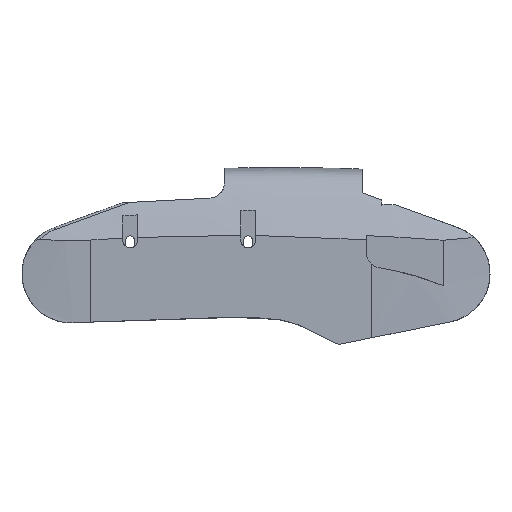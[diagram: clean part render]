
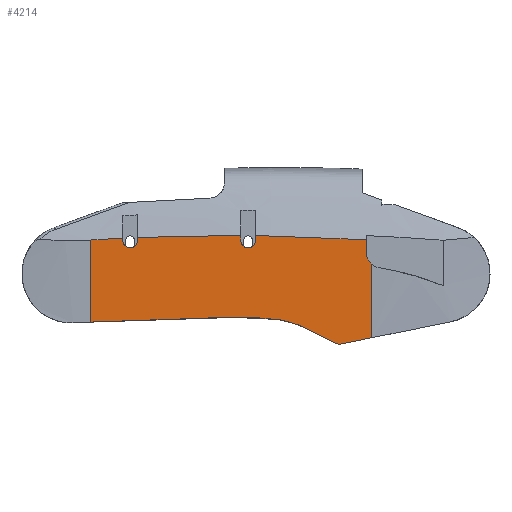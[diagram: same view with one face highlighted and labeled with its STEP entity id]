
A CAD part, left-side view. The second image highlights one B-rep face of the part: STEP entity #4214.
In plain terms, the highlighted planar face has unit normal (-1, 0.011, 0).
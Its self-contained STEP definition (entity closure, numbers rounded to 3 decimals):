
#119=CARTESIAN_POINT('',(-26.856,77.1,8.5));
#120=CARTESIAN_POINT('',(-26.856,77.1,8.276));
#121=CARTESIAN_POINT('',(-26.855,77.182,7.792));
#122=CARTESIAN_POINT('',(-26.85,77.615,7.116));
#123=CARTESIAN_POINT('',(-26.843,78.297,6.681));
#124=CARTESIAN_POINT('',(-26.835,79.,6.559));
#125=CARTESIAN_POINT('',(-26.828,79.703,6.681));
#126=CARTESIAN_POINT('',(-26.82,80.385,7.116));
#127=CARTESIAN_POINT('',(-26.816,80.818,7.792));
#128=CARTESIAN_POINT('',(-26.815,80.9,8.276));
#129=CARTESIAN_POINT('',(-26.815,80.9,8.5));
#135=DIRECTION('',(0.,0.,-1.));
#136=VECTOR('',#135,0.723);
#137=CARTESIAN_POINT('',(-26.856,77.1,9.223));
#138=LINE('',#137,#136);
#142=CARTESIAN_POINT('',(-27.139,50.9,9.749));
#143=CARTESIAN_POINT('',(-27.092,55.258,9.769));
#144=CARTESIAN_POINT('',(-26.998,63.982,9.702));
#145=CARTESIAN_POINT('',(-26.903,72.724,9.419));
#146=CARTESIAN_POINT('',(-26.856,77.1,9.223));
#151=DIRECTION('',(0.,0.,-1.));
#152=VECTOR('',#151,1.249);
#153=CARTESIAN_POINT('',(-27.139,50.9,9.749));
#154=LINE('',#153,#152);
#158=CARTESIAN_POINT('',(-27.18,47.1,8.5));
#159=CARTESIAN_POINT('',(-27.18,47.1,8.276));
#160=CARTESIAN_POINT('',(-27.18,47.182,7.792));
#161=CARTESIAN_POINT('',(-27.175,47.615,7.116));
#162=CARTESIAN_POINT('',(-27.167,48.297,6.681));
#163=CARTESIAN_POINT('',(-27.16,49.,6.559));
#164=CARTESIAN_POINT('',(-27.152,49.703,6.681));
#165=CARTESIAN_POINT('',(-27.145,50.385,7.116));
#166=CARTESIAN_POINT('',(-27.14,50.818,7.792));
#167=CARTESIAN_POINT('',(-27.139,50.9,8.276));
#168=CARTESIAN_POINT('',(-27.139,50.9,8.5));
#173=DIRECTION('',(0.,0.,-1.));
#174=VECTOR('',#173,1.218);
#175=CARTESIAN_POINT('',(-27.18,47.1,9.718));
#176=LINE('',#175,#174);
#180=CARTESIAN_POINT('',(-27.484,19.,8.642));
#181=CARTESIAN_POINT('',(-27.451,22.088,8.843));
#182=CARTESIAN_POINT('',(-27.384,28.287,9.19));
#183=CARTESIAN_POINT('',(-27.283,37.658,9.551));
#184=CARTESIAN_POINT('',(-27.215,43.945,9.681));
#185=CARTESIAN_POINT('',(-27.18,47.1,9.718));
#190=DIRECTION('',(0.,0.,-1.));
#191=VECTOR('',#190,3.176);
#192=CARTESIAN_POINT('',(-27.484,19.,8.642));
#193=LINE('',#192,#191);
#197=DIRECTION('',(0.,0.,-1.));
#198=VECTOR('',#197,18.684);
#199=CARTESIAN_POINT('',(-27.5,17.555,2.389));
#200=LINE('',#199,#198);
#204=DIRECTION('',(0.011,0.98,-0.198));
#205=VECTOR('',#204,8.616);
#206=CARTESIAN_POINT('',(-27.5,17.555,-16.295));
#207=LINE('',#206,#205);
#211=CARTESIAN_POINT('',(-27.409,26.,-18.));
#212=CARTESIAN_POINT('',(-27.402,26.641,-17.651));
#213=CARTESIAN_POINT('',(-27.388,27.919,-16.96));
#214=CARTESIAN_POINT('',(-27.367,29.822,-15.958));
#215=CARTESIAN_POINT('',(-27.347,31.739,-14.985));
#216=CARTESIAN_POINT('',(-27.325,33.693,-14.053));
#217=CARTESIAN_POINT('',(-27.304,35.712,-13.184));
#218=CARTESIAN_POINT('',(-27.281,37.788,-12.438));
#219=CARTESIAN_POINT('',(-27.258,39.92,-11.873));
#220=CARTESIAN_POINT('',(-27.235,42.077,-11.506));
#221=CARTESIAN_POINT('',(-27.211,44.241,-11.292));
#222=CARTESIAN_POINT('',(-27.188,46.422,-11.177));
#223=CARTESIAN_POINT('',(-27.164,48.619,-11.125));
#224=CARTESIAN_POINT('',(-27.14,50.793,-11.114));
#225=CARTESIAN_POINT('',(-27.117,52.97,-11.128));
#226=CARTESIAN_POINT('',(-27.092,55.271,-11.163));
#227=CARTESIAN_POINT('',(-27.064,57.836,-11.217));
#228=CARTESIAN_POINT('',(-27.032,60.783,-11.294));
#229=CARTESIAN_POINT('',(-26.996,64.127,-11.394));
#230=CARTESIAN_POINT('',(-26.957,67.771,-11.514));
#231=CARTESIAN_POINT('',(-26.915,71.658,-11.65));
#232=CARTESIAN_POINT('',(-26.87,75.771,-11.8));
#233=CARTESIAN_POINT('',(-26.823,80.099,-11.963));
#234=CARTESIAN_POINT('',(-26.775,84.558,-12.136));
#235=CARTESIAN_POINT('',(-26.743,87.516,-12.252));
#236=CARTESIAN_POINT('',(-26.727,89.,-12.311));
#241=DIRECTION('',(0.,0.,1.));
#242=VECTOR('',#241,20.866);
#243=CARTESIAN_POINT('',(-26.727,89.,-12.311));
#244=LINE('',#243,#242);
#248=CARTESIAN_POINT('',(-26.815,80.9,9.039));
#249=CARTESIAN_POINT('',(-26.8,82.25,8.969));
#250=CARTESIAN_POINT('',(-26.771,84.95,8.818));
#251=CARTESIAN_POINT('',(-26.742,87.65,8.646));
#252=CARTESIAN_POINT('',(-26.727,89.,8.555));
#257=DIRECTION('',(0.,0.,-1.));
#258=VECTOR('',#257,0.539);
#259=CARTESIAN_POINT('',(-26.815,80.9,9.039));
#260=LINE('',#259,#258);
#918=CARTESIAN_POINT('',(-27.484,19.,8.642));
#932=CARTESIAN_POINT('',(-27.18,47.1,9.718));
#945=CARTESIAN_POINT('',(-27.139,50.9,9.749));
#960=CARTESIAN_POINT('',(-26.856,77.1,9.223));
#973=CARTESIAN_POINT('',(-26.815,80.9,9.039));
#2967=CARTESIAN_POINT('',(-27.5,17.555,2.389));
#2972=CARTESIAN_POINT('',(-27.5,17.555,2.389));
#2973=CARTESIAN_POINT('',(-27.495,18.036,2.789));
#2974=CARTESIAN_POINT('',(-27.487,18.723,3.718));
#2975=CARTESIAN_POINT('',(-27.484,19.,4.84));
#2976=CARTESIAN_POINT('',(-27.484,19.,5.467));
#3763=CARTESIAN_POINT('',(-26.727,89.,
-12.311));
#3764=CARTESIAN_POINT('',(-26.727,89.,8.555));
#3765=VERTEX_POINT('',#3763);
#3766=VERTEX_POINT('',#3764);
#3810=VERTEX_POINT('',#211);
#3831=VERTEX_POINT('',#918);
#3846=CARTESIAN_POINT('',(-27.484,19.,5.467));
#3848=VERTEX_POINT('',#3846);
#3857=VERTEX_POINT('',#2967);
#3860=CARTESIAN_POINT('',(-27.5,17.555,-16.295));
#3861=VERTEX_POINT('',#3860);
#4007=CARTESIAN_POINT('',(-26.815,80.9,8.5));
#4008=VERTEX_POINT('',#4007);
#4009=CARTESIAN_POINT('',(-26.856,77.1,8.5));
#4010=VERTEX_POINT('',#4009);
#4011=CARTESIAN_POINT('',(-27.139,50.9,8.5));
#4012=VERTEX_POINT('',#4011);
#4013=CARTESIAN_POINT('',(-27.18,47.1,8.5));
#4014=VERTEX_POINT('',#4013);
#4019=VERTEX_POINT('',#973);
#4020=VERTEX_POINT('',#960);
#4021=VERTEX_POINT('',#945);
#4022=VERTEX_POINT('',#932);
#4177=CARTESIAN_POINT('',(-26.5,110.,-25.));
#4178=DIRECTION('',(-1.,0.011,0.));
#4179=DIRECTION('',(-0.011,-1.,0.));
#4180=AXIS2_PLACEMENT_3D('',#4177,#4178,#4179);
#4181=PLANE('',#4180);
#4183=ORIENTED_EDGE('',*,*,#4182,.F.);
#4185=ORIENTED_EDGE('',*,*,#4184,.F.);
#4187=ORIENTED_EDGE('',*,*,#4186,.F.);
#4189=ORIENTED_EDGE('',*,*,#4188,.T.);
#4191=ORIENTED_EDGE('',*,*,#4190,.F.);
#4193=ORIENTED_EDGE('',*,*,#4192,.F.);
#4195=ORIENTED_EDGE('',*,*,#4194,.F.);
#4197=ORIENTED_EDGE('',*,*,#4196,.T.);
#4199=ORIENTED_EDGE('',*,*,#4198,.F.);
#4201=ORIENTED_EDGE('',*,*,#4200,.T.);
#4203=ORIENTED_EDGE('',*,*,#4202,.T.);
#4205=ORIENTED_EDGE('',*,*,#4204,.T.);
#4207=ORIENTED_EDGE('',*,*,#4206,.T.);
#4209=ORIENTED_EDGE('',*,*,#4208,.F.);
#4211=ORIENTED_EDGE('',*,*,#4210,.T.);
#4212=EDGE_LOOP('',(#4183,#4185,#4187,#4189,#4191,#4193,#4195,#4197,#4199,#4201,
#4203,#4205,#4207,#4209,#4211));
#4213=FACE_OUTER_BOUND('',#4212,.F.);
#4214=ADVANCED_FACE('',(#4213),#4181,.T.);
#130=B_SPLINE_CURVE_WITH_KNOTS('',3,(#119,#120,#121,#122,#123,#124,#125,#126,
#127,#128,#129),.UNSPECIFIED.,.F.,.F.,(4,1,1,1,1,1,1,1,4),(0.,0.125,0.25,
0.375,0.5,0.625,0.75,0.875,1.),.UNSPECIFIED.);
#147=B_SPLINE_CURVE_WITH_KNOTS('',3,(#142,#143,#144,#145,#146),.UNSPECIFIED.,
.F.,.F.,(4,1,4),(0.,0.5,1.),.UNSPECIFIED.);
#169=B_SPLINE_CURVE_WITH_KNOTS('',3,(#158,#159,#160,#161,#162,#163,#164,#165,
#166,#167,#168),.UNSPECIFIED.,.F.,.F.,(4,1,1,1,1,1,1,1,4),(0.,0.125,0.25,
0.375,0.5,0.625,0.75,0.875,1.),.UNSPECIFIED.);
#186=B_SPLINE_CURVE_WITH_KNOTS('',3,(#180,#181,#182,#183,#184,#185),
.UNSPECIFIED.,.F.,.F.,(4,1,1,4),(0.,0.333,0.667,1.),
.UNSPECIFIED.);
#237=B_SPLINE_CURVE_WITH_KNOTS('',3,(#211,#212,#213,#214,#215,#216,#217,#218,
#219,#220,#221,#222,#223,#224,#225,#226,#227,#228,#229,#230,#231,#232,#233,#234,
#235,#236),.UNSPECIFIED.,.F.,.F.,(4,1,1,1,1,1,1,1,1,1,1,1,1,1,1,1,1,1,1,1,1,1,1,
4),(0.,0.043,0.087,0.13,
0.174,0.217,0.261,0.304,
0.348,0.391,0.435,0.478,
0.522,0.565,0.609,0.652,
0.696,0.739,0.783,0.826,
0.87,0.913,0.957,1.),.UNSPECIFIED.);
#253=B_SPLINE_CURVE_WITH_KNOTS('',3,(#248,#249,#250,#251,#252),.UNSPECIFIED.,
.F.,.F.,(4,1,4),(0.,0.5,1.),.UNSPECIFIED.);
#2977=B_SPLINE_CURVE_WITH_KNOTS('',3,(#2972,#2973,#2974,#2975,#2976),
.UNSPECIFIED.,.F.,.F.,(4,1,4),(0.,0.5,1.),.UNSPECIFIED.);
#4182=EDGE_CURVE('',#4010,#4008,#130,.T.);
#4184=EDGE_CURVE('',#4020,#4010,#138,.T.);
#4186=EDGE_CURVE('',#4021,#4020,#147,.T.);
#4188=EDGE_CURVE('',#4021,#4012,#154,.T.);
#4190=EDGE_CURVE('',#4014,#4012,#169,.T.);
#4192=EDGE_CURVE('',#4022,#4014,#176,.T.);
#4194=EDGE_CURVE('',#3831,#4022,#186,.T.);
#4196=EDGE_CURVE('',#3831,#3848,#193,.T.);
#4198=EDGE_CURVE('',#3857,#3848,#2977,.T.);
#4200=EDGE_CURVE('',#3857,#3861,#200,.T.);
#4202=EDGE_CURVE('',#3861,#3810,#207,.T.);
#4204=EDGE_CURVE('',#3810,#3765,#237,.T.);
#4206=EDGE_CURVE('',#3765,#3766,#244,.T.);
#4208=EDGE_CURVE('',#4019,#3766,#253,.T.);
#4210=EDGE_CURVE('',#4019,#4008,#260,.T.);
